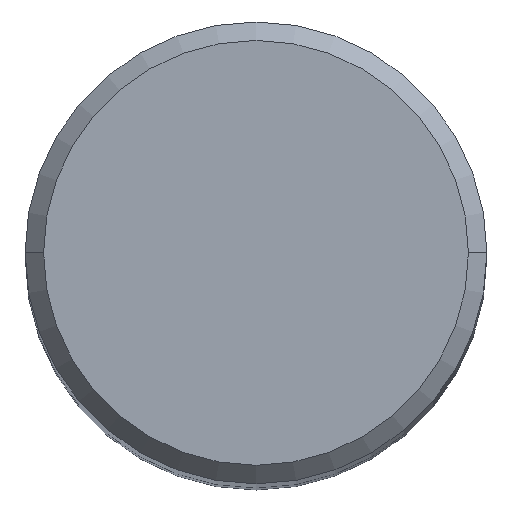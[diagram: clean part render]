
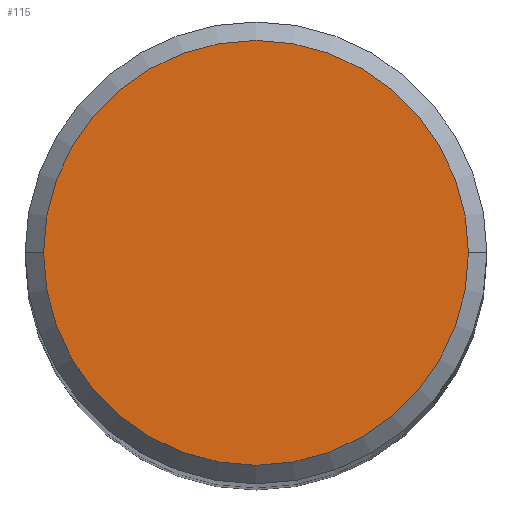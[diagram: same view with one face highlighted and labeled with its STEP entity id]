
A CAD part, top view. The second image highlights one B-rep face of the part: STEP entity #115.
In plain terms, the highlighted planar face has unit normal (0, 0, 1).
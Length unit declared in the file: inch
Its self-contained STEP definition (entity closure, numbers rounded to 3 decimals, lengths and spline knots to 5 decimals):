
#26 = DIRECTION ( 'NONE',  ( 1., 0., 0. ) ) ;
#40 = DIRECTION ( 'NONE',  ( 1., 0., 0. ) ) ;
#59 = CARTESIAN_POINT ( 'NONE',  ( 0., 0., 3. ) ) ;
#61 = VERTEX_POINT ( 'NONE', #207 ) ;
#71 = CARTESIAN_POINT ( 'NONE',  ( -0.1725, 0., 3. ) ) ;
#81 = EDGE_LOOP ( 'NONE', ( #173, #153 ) ) ;
#82 = AXIS2_PLACEMENT_3D ( 'NONE', #87, #234, #26 ) ;
#83 = PLANE ( 'NONE',  #177 ) ;
#86 = FACE_OUTER_BOUND ( 'NONE', #81, .T. ) ;
#87 = CARTESIAN_POINT ( 'NONE',  ( 0., 0., 3. ) ) ;
#98 = CIRCLE ( 'NONE', #82, 0.1725 ) ;
#115 = ADVANCED_FACE ( 'NONE', ( #86 ), #83, .T. ) ;
#120 = DIRECTION ( 'NONE',  ( 1., 0., 0. ) ) ;
#128 = DIRECTION ( 'NONE',  ( 0., 0., 1. ) ) ;
#129 = AXIS2_PLACEMENT_3D ( 'NONE', #145, #217, #120 ) ;
#145 = CARTESIAN_POINT ( 'NONE',  ( 0., 0., 3. ) ) ;
#153 = ORIENTED_EDGE ( 'NONE', *, *, #230, .T. ) ;
#173 = ORIENTED_EDGE ( 'NONE', *, *, #198, .T. ) ;
#177 = AXIS2_PLACEMENT_3D ( 'NONE', #59, #128, #40 ) ;
#198 = EDGE_CURVE ( 'NONE', #298, #61, #98, .T. ) ;
#207 = CARTESIAN_POINT ( 'NONE',  ( 0.1725, 0., 3. ) ) ;
#217 = DIRECTION ( 'NONE',  ( 0., 0., 1. ) ) ;
#230 = EDGE_CURVE ( 'NONE', #61, #298, #272, .T. ) ;
#234 = DIRECTION ( 'NONE',  ( 0., 0., 1. ) ) ;
#272 = CIRCLE ( 'NONE', #129, 0.1725 ) ;
#298 = VERTEX_POINT ( 'NONE', #71 ) ;
